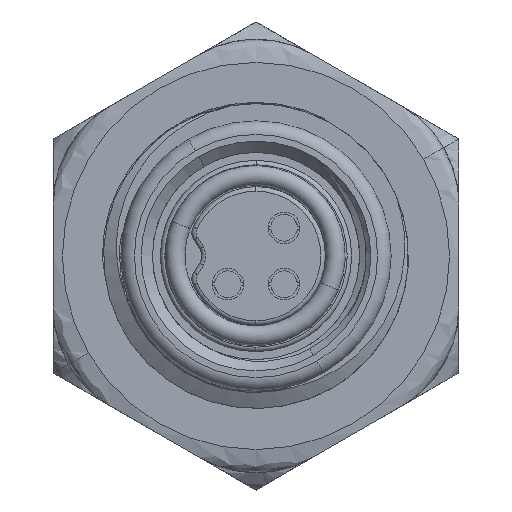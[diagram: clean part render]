
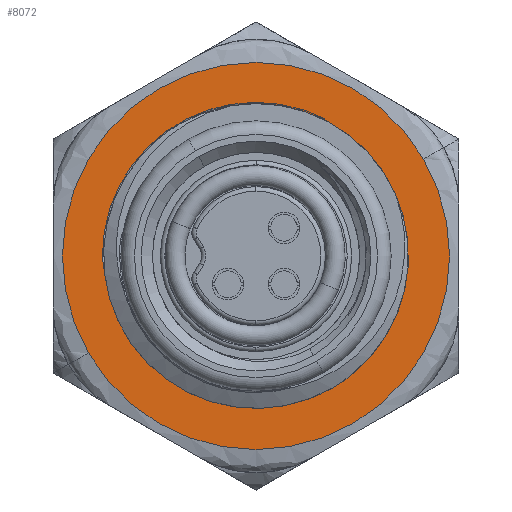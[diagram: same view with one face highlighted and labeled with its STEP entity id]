
A CAD part, left-side view. The second image highlights one B-rep face of the part: STEP entity #8072.
In plain terms, the highlighted planar face has unit normal (-1, 0, 0).
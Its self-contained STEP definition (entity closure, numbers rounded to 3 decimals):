
#26 = CARTESIAN_POINT ( 'NONE',  ( 0., 4.298, 0. ) ) ;
#130 = AXIS2_PLACEMENT_3D ( 'NONE', #257, #5943, #11971 ) ;
#257 = CARTESIAN_POINT ( 'NONE',  ( 0., 0., 0. ) ) ;
#258 = AXIS2_PLACEMENT_3D ( 'NONE', #2358, #9505, #2124 ) ;
#349 = CARTESIAN_POINT ( 'NONE',  ( 0., 0.456, 3.389 ) ) ;
#427 = CARTESIAN_POINT ( 'NONE',  ( 0., 1.908, 2.838 ) ) ;
#442 = CIRCLE ( 'NONE', #11582, 4.298 ) ;
#499 = CARTESIAN_POINT ( 'NONE',  ( 0., 2.848, 1.893 ) ) ;
#977 = VERTEX_POINT ( 'NONE', #10094 ) ;
#1071 = VERTEX_POINT ( 'NONE', #12497 ) ;
#1507 = CARTESIAN_POINT ( 'NONE',  ( 0., 3.312, 0.005 ) ) ;
#1586 = CARTESIAN_POINT ( 'NONE',  ( 0., 2.96, 1.697 ) ) ;
#1665 = CARTESIAN_POINT ( 'NONE',  ( 0., 0.676, 3.352 ) ) ;
#1934 = CARTESIAN_POINT ( 'NONE',  ( 0., -4.298, 0. ) ) ;
#2049 = DIRECTION ( 'NONE',  ( 0., 0., -1. ) ) ;
#2124 = DIRECTION ( 'NONE',  ( 0., 0., 1. ) ) ;
#2198 = CARTESIAN_POINT ( 'NONE',  ( 0., -3.094, 1.063 ) ) ;
#2358 = CARTESIAN_POINT ( 'NONE',  ( 0., 0., 0. ) ) ;
#2484 = EDGE_CURVE ( 'NONE', #11736, #1071, #8050, .T. ) ;
#2685 = CARTESIAN_POINT ( 'NONE',  ( 0., 3.317, 0.222 ) ) ;
#2686 = EDGE_CURVE ( 'NONE', #14050, #15316, #14775, .T. ) ;
#2861 = EDGE_CURVE ( 'NONE', #15316, #11736, #14523, .T. ) ;
#3048 = EDGE_CURVE ( 'NONE', #1071, #977, #13587, .T. ) ;
#3135 = EDGE_CURVE ( 'NONE', #977, #14050, #8014, .T. ) ;
#3531 = PLANE ( 'NONE',  #130 ) ;
#3572 = AXIS2_PLACEMENT_3D ( 'NONE', #11908, #5873, #15337 ) ;
#3585 = CARTESIAN_POINT ( 'NONE',  ( 0., 0., -3.25 ) ) ;
#3617 = CARTESIAN_POINT ( 'NONE',  ( 0., -3.029, 1.273 ) ) ;
#3940 = CARTESIAN_POINT ( 'NONE',  ( 0., 3.137, -0.851 ) ) ;
#4081 = CARTESIAN_POINT ( 'NONE',  ( 0., -0.213, 3.413 ) ) ;
#4330 = CARTESIAN_POINT ( 'NONE',  ( 0., 0., 0. ) ) ;
#4935 = FACE_BOUND ( 'NONE', #12988, .T. ) ;
#4997 = ORIENTED_EDGE ( 'NONE', *, *, #2861, .T. ) ;
#5238 = DIRECTION ( 'NONE',  ( -1., 0., 0. ) ) ;
#5256 = CARTESIAN_POINT ( 'NONE',  ( 0., 2.717, 2.077 ) ) ;
#5589 = AXIS2_PLACEMENT_3D ( 'NONE', #4330, #10277, #2049 ) ;
#5873 = DIRECTION ( 'NONE',  ( 1., 0., 0. ) ) ;
#5943 = DIRECTION ( 'NONE',  ( 1., 0., 0. ) ) ;
#6028 = CARTESIAN_POINT ( 'NONE',  ( 0., -1.881, 2.839 ) ) ;
#6262 = CARTESIAN_POINT ( 'NONE',  ( 0., 2.262, 2.565 ) ) ;
#6339 = CARTESIAN_POINT ( 'NONE',  ( 0., 3.286, 0.658 ) ) ;
#6495 = CARTESIAN_POINT ( 'NONE',  ( 0., -3.137, 0.851 ) ) ;
#7500 = CARTESIAN_POINT ( 'NONE',  ( 0., -0.873, 3.306 ) ) ;
#7576 = CARTESIAN_POINT ( 'NONE',  ( 0., 3.135, 1.296 ) ) ;
#8014 = B_SPLINE_CURVE_WITH_KNOTS ( 'NONE', 3,
 ( #9820, #499, #5256, #11061, #6262, #427, #10979, #13234, #9971, #1665, #349, #14715, #4081, #8802, #7500, #10900, #13394, #13547 ),
 .UNSPECIFIED., .F., .F.,
 ( 4, 2, 2, 2, 2, 2, 2, 2, 4 ),
 ( 0., 0.001, 0.001, 0.002, 0.003, 0.003, 0.004, 0.005, 0.005 ),
 .UNSPECIFIED. ) ;
#8050 = CIRCLE ( 'NONE', #5589, 3.25 ) ;
#8072 = ADVANCED_FACE ( 'NONE', ( #4935, #10889 ), #3531, .F. ) ;
#8092 = VERTEX_POINT ( 'NONE', #26 ) ;
#8109 = CARTESIAN_POINT ( 'NONE',  ( 0., -3.137, 0.851 ) ) ;
#8802 = CARTESIAN_POINT ( 'NONE',  ( 0., -0.656, 3.356 ) ) ;
#8844 = ORIENTED_EDGE ( 'NONE', *, *, #14054, .T. ) ;
#9054 = VERTEX_POINT ( 'NONE', #1934 ) ;
#9268 = CARTESIAN_POINT ( 'NONE',  ( 0., -1.697, 2.96 ) ) ;
#9505 = DIRECTION ( 'NONE',  ( -1., 0., 0. ) ) ;
#9728 = DIRECTION ( 'NONE',  ( 0., 0., 1. ) ) ;
#9740 = CARTESIAN_POINT ( 'NONE',  ( 0., 3.249, 0.876 ) ) ;
#9820 = CARTESIAN_POINT ( 'NONE',  ( 0., 2.96, 1.697 ) ) ;
#9886 = ORIENTED_EDGE ( 'NONE', *, *, #11008, .T. ) ;
#9971 = CARTESIAN_POINT ( 'NONE',  ( 0., 1.11, 3.235 ) ) ;
#10045 = CARTESIAN_POINT ( 'NONE',  ( 0., 3.058, 1.5 ) ) ;
#10094 = CARTESIAN_POINT ( 'NONE',  ( 0., 2.96, 1.697 ) ) ;
#10277 = DIRECTION ( 'NONE',  ( 1., 0., 0. ) ) ;
#10406 = CIRCLE ( 'NONE', #258, 4.298 ) ;
#10780 = ORIENTED_EDGE ( 'NONE', *, *, #3048, .T. ) ;
#10807 = CARTESIAN_POINT ( 'NONE',  ( 0., 0., 0. ) ) ;
#10889 = FACE_OUTER_BOUND ( 'NONE', #11720, .T. ) ;
#10900 = CARTESIAN_POINT ( 'NONE',  ( 0., -1.295, 3.165 ) ) ;
#10979 = CARTESIAN_POINT ( 'NONE',  ( 0., 1.716, 2.958 ) ) ;
#11008 = EDGE_CURVE ( 'NONE', #8092, #9054, #442, .T. ) ;
#11061 = CARTESIAN_POINT ( 'NONE',  ( 0., 2.424, 2.413 ) ) ;
#11118 = ORIENTED_EDGE ( 'NONE', *, *, #2686, .T. ) ;
#11194 = ORIENTED_EDGE ( 'NONE', *, *, #2484, .T. ) ;
#11582 = AXIS2_PLACEMENT_3D ( 'NONE', #10807, #5238, #9728 ) ;
#11608 = ORIENTED_EDGE ( 'NONE', *, *, #3135, .T. ) ;
#11720 = EDGE_LOOP ( 'NONE', ( #9886, #8844 ) ) ;
#11736 = VERTEX_POINT ( 'NONE', #3585 ) ;
#11905 = CARTESIAN_POINT ( 'NONE',  ( 0., -2.753, 1.868 ) ) ;
#11908 = CARTESIAN_POINT ( 'NONE',  ( 0., 0., 0. ) ) ;
#11971 = DIRECTION ( 'NONE',  ( 0., 0., -1. ) ) ;
#12142 = CARTESIAN_POINT ( 'NONE',  ( 0., 3.207, -0.645 ) ) ;
#12370 = CARTESIAN_POINT ( 'NONE',  ( 0., 3.257, -0.429 ) ) ;
#12497 = CARTESIAN_POINT ( 'NONE',  ( 0., 3.137, -0.851 ) ) ;
#12766 = CARTESIAN_POINT ( 'NONE',  ( 0., -1.697, 2.96 ) ) ;
#12843 = CARTESIAN_POINT ( 'NONE',  ( 0., -2.363, 2.398 ) ) ;
#12988 = EDGE_LOOP ( 'NONE', ( #4997, #11194, #10780, #11608, #11118 ) ) ;
#13075 = CARTESIAN_POINT ( 'NONE',  ( 0., -2.858, 1.677 ) ) ;
#13234 = CARTESIAN_POINT ( 'NONE',  ( 0., 1.318, 3.155 ) ) ;
#13394 = CARTESIAN_POINT ( 'NONE',  ( 0., -1.502, 3.072 ) ) ;
#13547 = CARTESIAN_POINT ( 'NONE',  ( 0., -1.697, 2.96 ) ) ;
#13587 = B_SPLINE_CURVE_WITH_KNOTS ( 'NONE', 3,
 ( #3940, #12142, #12370, #1507, #2685, #6339, #9740, #7576, #10045, #1586 ),
 .UNSPECIFIED., .F., .F.,
 ( 4, 2, 2, 2, 4 ),
 ( 0.004, 0.004, 0.005, 0.006, 0.006 ),
 .UNSPECIFIED. ) ;
#14013 = CARTESIAN_POINT ( 'NONE',  ( 0., -2.507, 2.228 ) ) ;
#14050 = VERTEX_POINT ( 'NONE', #12766 ) ;
#14054 = EDGE_CURVE ( 'NONE', #9054, #8092, #10406, .T. ) ;
#14252 = CARTESIAN_POINT ( 'NONE',  ( 0., -2.051, 2.702 ) ) ;
#14523 = CIRCLE ( 'NONE', #3572, 3.25 ) ;
#14715 = CARTESIAN_POINT ( 'NONE',  ( 0., 0.013, 3.42 ) ) ;
#14775 = B_SPLINE_CURVE_WITH_KNOTS ( 'NONE', 3,
 ( #9268, #6028, #14252, #12843, #14013, #11905, #13075, #3617, #2198, #8109 ),
 .UNSPECIFIED., .F., .F.,
 ( 4, 2, 2, 2, 4 ),
 ( 0., 0.001, 0.001, 0.002, 0.003 ),
 .UNSPECIFIED. ) ;
#15316 = VERTEX_POINT ( 'NONE', #6495 ) ;
#15337 = DIRECTION ( 'NONE',  ( 0., 0., -1. ) ) ;
